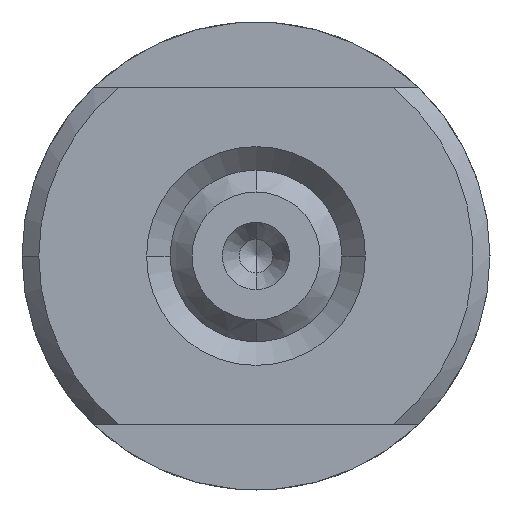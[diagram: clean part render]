
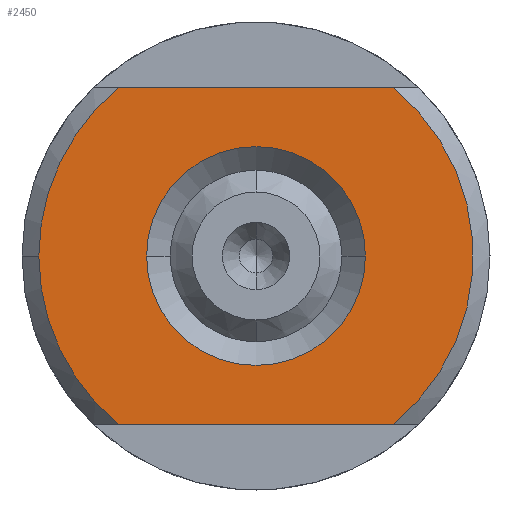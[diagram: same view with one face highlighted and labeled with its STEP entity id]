
A CAD part, left-side view. The second image highlights one B-rep face of the part: STEP entity #2450.
In plain terms, the highlighted planar face has unit normal (-1, 0, 0).
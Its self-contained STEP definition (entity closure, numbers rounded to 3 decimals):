
#46 = AXIS2_PLACEMENT_3D ( 'NONE', #1746, #371, #1982 ) ;
#67 = ORIENTED_EDGE ( 'NONE', *, *, #2250, .F. ) ;
#205 = AXIS2_PLACEMENT_3D ( 'NONE', #2465, #1058, #2689 ) ;
#262 = CARTESIAN_POINT ( 'NONE',  ( -0.5, 3.25, 0. ) ) ;
#265 = VERTEX_POINT ( 'NONE', #1603 ) ;
#371 = DIRECTION ( 'NONE',  ( 1., 0., 0. ) ) ;
#377 = VECTOR ( 'NONE', #2038, 1000. ) ;
#394 = EDGE_CURVE ( 'NONE', #2461, #1936, #1263, .T. ) ;
#430 = ORIENTED_EDGE ( 'NONE', *, *, #1290, .F. ) ;
#614 = VECTOR ( 'NONE', #2019, 1000. ) ;
#768 = CIRCLE ( 'NONE', #1160, 6.45 ) ;
#803 = ORIENTED_EDGE ( 'NONE', *, *, #394, .T. ) ;
#817 = VERTEX_POINT ( 'NONE', #2767 ) ;
#855 = CARTESIAN_POINT ( 'NONE',  ( -0.5, -7.5, 5. ) ) ;
#862 = DIRECTION ( 'NONE',  ( 1., 0., 0. ) ) ;
#958 = EDGE_CURVE ( 'NONE', #1936, #2461, #1122, .T. ) ;
#988 = DIRECTION ( 'NONE',  ( 1., 0., 0. ) ) ;
#1058 = DIRECTION ( 'NONE',  ( 1., 0., 0. ) ) ;
#1111 = CARTESIAN_POINT ( 'NONE',  ( -0.5, 4.075, -5. ) ) ;
#1122 = CIRCLE ( 'NONE', #2777, 3.25 ) ;
#1160 = AXIS2_PLACEMENT_3D ( 'NONE', #2269, #862, #2505 ) ;
#1180 = DIRECTION ( 'NONE',  ( 0., -1., 0. ) ) ;
#1217 = LINE ( 'NONE', #855, #614 ) ;
#1220 = CARTESIAN_POINT ( 'NONE',  ( -0.5, 0., 0. ) ) ;
#1256 = AXIS2_PLACEMENT_3D ( 'NONE', #2397, #988, #2618 ) ;
#1263 = CIRCLE ( 'NONE', #1256, 3.25 ) ;
#1290 = EDGE_CURVE ( 'NONE', #2044, #265, #1217, .T. ) ;
#1388 = VERTEX_POINT ( 'NONE', #1111 ) ;
#1445 = DIRECTION ( 'NONE',  ( 0., -1., 0. ) ) ;
#1483 = ORIENTED_EDGE ( 'NONE', *, *, #1647, .F. ) ;
#1548 = AXIS2_PLACEMENT_3D ( 'NONE', #1872, #2572, #1180 ) ;
#1603 = CARTESIAN_POINT ( 'NONE',  ( -0.5, -4.075, 5. ) ) ;
#1632 = PLANE ( 'NONE',  #1548 ) ;
#1647 = EDGE_CURVE ( 'NONE', #1388, #817, #2673, .T. ) ;
#1653 = EDGE_CURVE ( 'NONE', #265, #2349, #2906, .T. ) ;
#1746 = CARTESIAN_POINT ( 'NONE',  ( -0.5, 0., 0. ) ) ;
#1823 = CARTESIAN_POINT ( 'NONE',  ( -0.5, -4.075, -5. ) ) ;
#1872 = CARTESIAN_POINT ( 'NONE',  ( -0.5, 0., 0. ) ) ;
#1924 = FACE_BOUND ( 'NONE', #2886, .T. ) ;
#1934 = CARTESIAN_POINT ( 'NONE',  ( -0.5, 4.075, 5. ) ) ;
#1936 = VERTEX_POINT ( 'NONE', #2839 ) ;
#1955 = EDGE_LOOP ( 'NONE', ( #2230, #430, #2121, #1483, #67 ) ) ;
#1982 = DIRECTION ( 'NONE',  ( 0., 1., 0. ) ) ;
#2019 = DIRECTION ( 'NONE',  ( 0., -1., 0. ) ) ;
#2038 = DIRECTION ( 'NONE',  ( 0., 1., 0. ) ) ;
#2044 = VERTEX_POINT ( 'NONE', #1934 ) ;
#2087 = ORIENTED_EDGE ( 'NONE', *, *, #958, .T. ) ;
#2121 = ORIENTED_EDGE ( 'NONE', *, *, #2826, .F. ) ;
#2230 = ORIENTED_EDGE ( 'NONE', *, *, #1653, .F. ) ;
#2250 = EDGE_CURVE ( 'NONE', #2349, #1388, #2374, .T. ) ;
#2269 = CARTESIAN_POINT ( 'NONE',  ( -0.5, 0., 0. ) ) ;
#2349 = VERTEX_POINT ( 'NONE', #1823 ) ;
#2374 = LINE ( 'NONE', #2734, #377 ) ;
#2397 = CARTESIAN_POINT ( 'NONE',  ( -0.5, 0., 0. ) ) ;
#2450 = ADVANCED_FACE ( 'NONE', ( #2960, #1924 ), #1632, .T. ) ;
#2461 = VERTEX_POINT ( 'NONE', #262 ) ;
#2465 = CARTESIAN_POINT ( 'NONE',  ( -0.5, 0., 0. ) ) ;
#2505 = DIRECTION ( 'NONE',  ( 0., 1., 0. ) ) ;
#2572 = DIRECTION ( 'NONE',  ( -1., 0., 0. ) ) ;
#2618 = DIRECTION ( 'NONE',  ( 0., -1., 0. ) ) ;
#2673 = CIRCLE ( 'NONE', #46, 6.45 ) ;
#2689 = DIRECTION ( 'NONE',  ( 0., 1., 0. ) ) ;
#2734 = CARTESIAN_POINT ( 'NONE',  ( -0.5, -7.5, -5. ) ) ;
#2767 = CARTESIAN_POINT ( 'NONE',  ( -0.5, 6.45, 0. ) ) ;
#2777 = AXIS2_PLACEMENT_3D ( 'NONE', #1220, #2866, #1445 ) ;
#2826 = EDGE_CURVE ( 'NONE', #817, #2044, #768, .T. ) ;
#2839 = CARTESIAN_POINT ( 'NONE',  ( -0.5, -3.25, 0. ) ) ;
#2866 = DIRECTION ( 'NONE',  ( 1., 0., 0. ) ) ;
#2886 = EDGE_LOOP ( 'NONE', ( #2087, #803 ) ) ;
#2906 = CIRCLE ( 'NONE', #205, 6.45 ) ;
#2960 = FACE_OUTER_BOUND ( 'NONE', #1955, .T. ) ;
